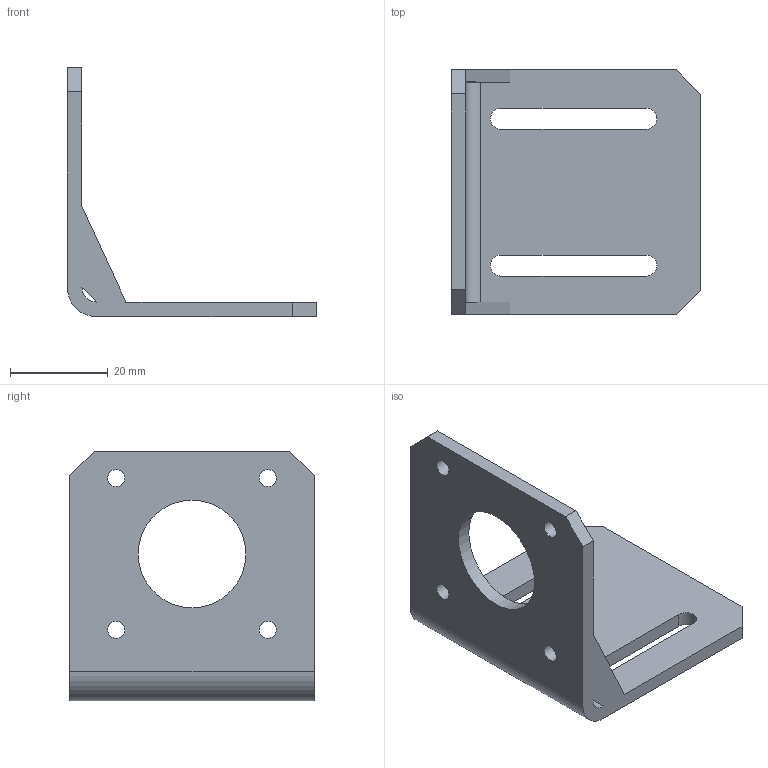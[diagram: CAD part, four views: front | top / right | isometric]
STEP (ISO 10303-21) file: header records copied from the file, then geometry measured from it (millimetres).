
FILE_DESCRIPTION(/* description */ ('Unknown'),/* implementation_level */ '2;1');
FILE_NAME(/* name */ 'Nema_17_Motor_Mount',/* time_stamp */ '2023-10-18T21:21:36+02:00',/* author */ ('Unknown'),/* organization */ ('Unknown'),/* preprocessor_version */ 'ST-DEVELOPER v16.7',/* originating_system */ 'Solid Edge',/* authorisation */ 'Unknown');
FILE_SCHEMA (('AUTOMOTIVE_DESIGN {1 0 10303 214 3 1 1}'));
Length unit declared in the file: millimetre
Products named in the file (1): Nema_17_Motor_Mount
Bounding box: 51 x 50 x 51 mm (x, y, z)
Volume: 12717.3 mm3; surface area: 10173.8 mm2
Topology: 1 solids, 1 shells, 33 faces, 100 edges, 67 vertices
Faces by surface type: plane 22, cylinder 11
Full cylindrical faces by diameter (mm): 3.5 x4, 22 x1
Entity records: 1120 total; most frequent: CARTESIAN_POINT 186, ORIENTED_EDGE 180, DIRECTION 180, EDGE_CURVE 90, LINE 68, VECTOR 68, VERTEX_POINT 62, AXIS2_PLACEMENT_3D 56
